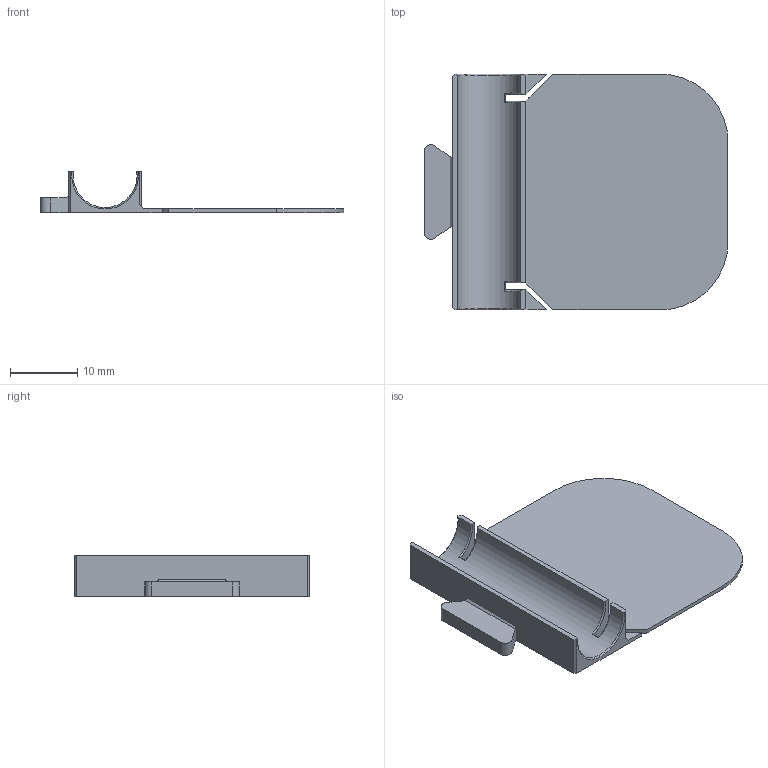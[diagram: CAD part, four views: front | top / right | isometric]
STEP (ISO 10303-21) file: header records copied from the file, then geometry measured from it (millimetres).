
FILE_DESCRIPTION(('FreeCAD Model'),'2;1');
FILE_NAME('Open CASCADE Shape Model','2023-04-25T09:16:53',(''),(''), 'Open CASCADE STEP processor 7.6','FreeCAD','Unknown');
FILE_SCHEMA(('AUTOMOTIVE_DESIGN { 1 0 10303 214 1 1 1 1 }'));
Length unit declared in the file: millimetre
Products named in the file (1): clip
Bounding box: 45.12 x 35 x 6.12 mm (x, y, z)
Volume: 1587.8 mm3; surface area: 3651.9 mm2
Topology: 1 solids, 1 shells, 52 faces, 154 edges, 104 vertices
Faces by surface type: plane 41, cone 6, cylinder 5
Entity records: 3852 total; most frequent: CARTESIAN_POINT 775, DIRECTION 568, LINE 380, VECTOR 380, ORIENTED_EDGE 308, PCURVE 308, DEFINITIONAL_REPRESENTATION 308, EDGE_CURVE 154
